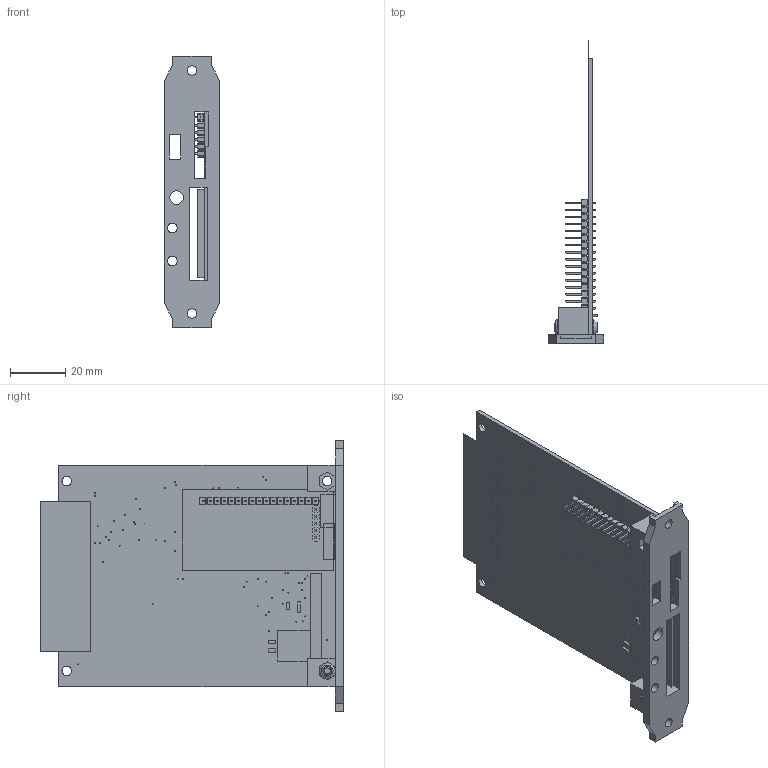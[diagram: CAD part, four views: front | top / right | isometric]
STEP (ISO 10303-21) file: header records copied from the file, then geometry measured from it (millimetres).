
FILE_DESCRIPTION(/* description */ (''),/* implementation_level */ '2;1');
FILE_NAME(/* name */ 'ESP32 card V2.2 v1.step',/* time_stamp */ '2022-10-11T20:14:08-04:00',/* author */ (''),/* organization */ (''),/* preprocessor_version */ 'ST-DEVELOPER v19',/* originating_system */ 'Autodesk Translation Framework v11.7.0.108',/* authorisation */ '');
FILE_SCHEMA (('AUTOMOTIVE_DESIGN { 1 0 10303 214 3 1 1 }'));
Length unit declared in the file: millimetre
Products named in the file (20): ESP32 card V2.2; esp32_main_card v1; Board (1); Packages (1); CL-SB-23A-11T; MODULE_ESP32-DEVKITC-32D; FSMRA4JH04; 0805; GCT_USB3090-XX-X_REVE; FE13-2W; HARTING_09231486921 (1); LED3MM; 1X05; 1X17; _TSW-117-07-G-S_body; _T-1S6-07-TSW-1-07-17-S; main card face plate; valves card face plate (1); M3*14mm 92095A168; M3 Locknut 90576A102
Assembly tree (21 placements, depth 5):
  ESP32 card V2.2
    esp32_main_card v1
      Board (1)
      Packages (1)
        CL-SB-23A-11T
        MODULE_ESP32-DEVKITC-32D
        FSMRA4JH04
        0805  x3
        GCT_USB3090-XX-X_REVE
        FE13-2W
        HARTING_09231486921 (1)
        LED3MM
        1X05
        1X17
          _TSW-117-07-G-S_body
          _T-1S6-07-TSW-1-07-17-S
    main card face plate
      valves card face plate (1)
    M3*14mm 92095A168
    M3 Locknut 90576A102
Bounding box: 20.21 x 109.62 x 98.27 mm (x, y, z)
Volume: 19582 mm3; surface area: 30752 mm2
Topology: 18 solids, 18 shells, 1572 faces, 4126 edges, 2643 vertices
Faces by surface type: plane 1277, cylinder 272, cone 19, torus 3, sphere 1
Full cylindrical faces by diameter (mm): 0.35 x114, 0.813 x2, 0.99 x2, 1 x48, 1.016 x48, 1.04 x38, 1.3 x2, 2.35 x1, 2.8 x2, 3 x2, 3.259 x1, 3.4 x8, 3.5 x2, 5 x1, 5.7 x1
Entity records: 49949 total; most frequent: CARTESIAN_POINT 8390, ORIENTED_EDGE 8204, DIRECTION 7848, EDGE_CURVE 4102, LINE 3498, VECTOR 3498, VERTEX_POINT 2627, EDGE_LOOP 2195
